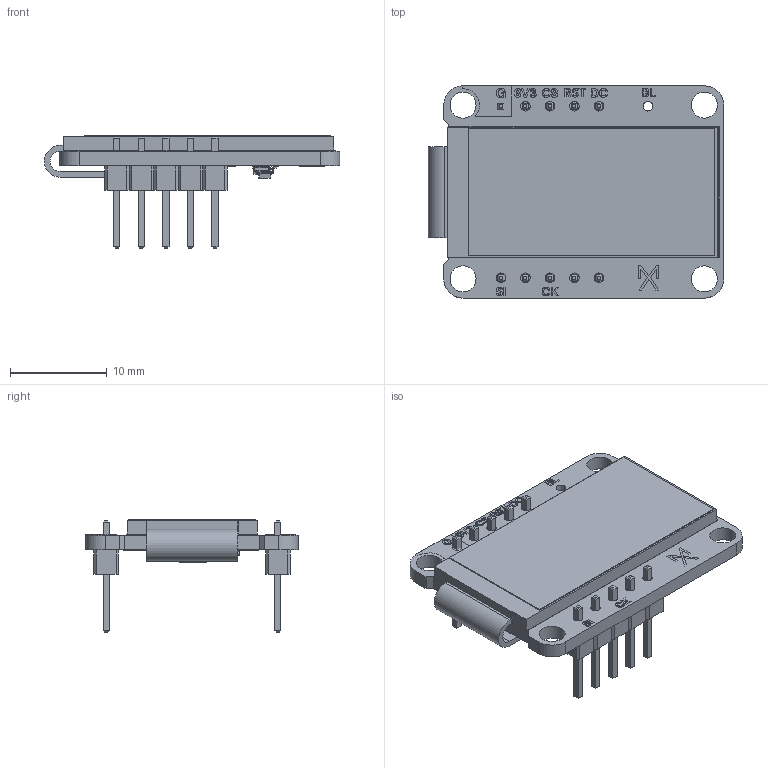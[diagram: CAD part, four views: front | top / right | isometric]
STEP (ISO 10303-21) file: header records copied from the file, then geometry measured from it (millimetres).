
FILE_DESCRIPTION(('KiCad electronic assembly'),'2;1');
FILE_NAME('AX22-0034.step','2025-12-08T18:11:25',('Pcbnew'),('Kicad'), 'Open CASCADE STEP processor 7.8','KiCad to STEP converter','Unknown' );
FILE_SCHEMA(('AUTOMOTIVE_DESIGN { 1 0 10303 214 1 1 1 1 }'));
Length unit declared in the file: millimetre
Products named in the file (9): AX22-0034 1; PinHeader_1x05_P2.54mm_Vertical; R_0603_1608Metric; SOT-23; C_0603_1608Metric; IPS_0.96; IPS_LCD_Template; AX22_IPS-LCD-0.96_silkscreen; AX22_IPS-LCD-0.96_PCB
Assembly tree (11 placements, depth 3):
  AX22-0034 1
    PinHeader_1x05_P2.54mm_Vertical  x2
    R_0603_1608Metric  x3
    SOT-23
    C_0603_1608Metric
    IPS_0.96
      IPS_LCD_Template
    AX22_IPS-LCD-0.96_silkscreen
    AX22_IPS-LCD-0.96_PCB
Bounding box: 30.6 x 22 x 11.68 mm (x, y, z)
Volume: 1795 mm3; surface area: 3267 mm2
Topology: 9 solids, 73 shells, 548 faces, 2934 edges, 2491 vertices
Faces by surface type: plane 450, cylinder 71, bspline 27
Full cylindrical faces by diameter (mm): 1 x10, 2.7 x4
Entity records: 26440 total; most frequent: CARTESIAN_POINT 5218, DIRECTION 3591, ORIENTED_EDGE 3263, EDGE_CURVE 2502, VERTEX_POINT 2219, LINE 2063, VECTOR 2063, AXIS2_PLACEMENT_3D 764
